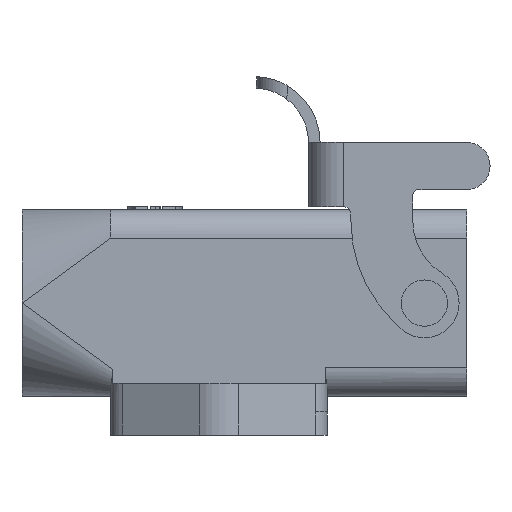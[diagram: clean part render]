
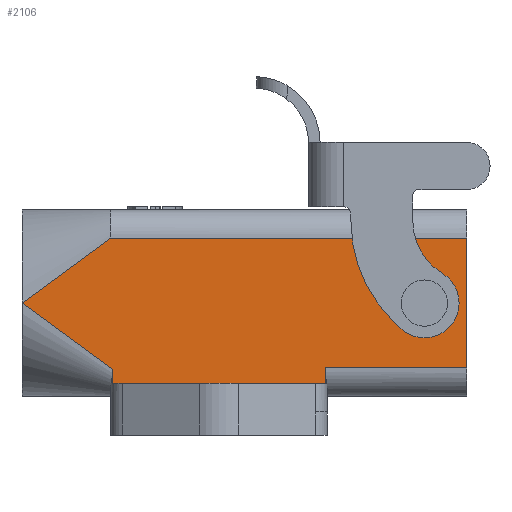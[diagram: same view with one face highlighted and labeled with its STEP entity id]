
A CAD part, left-side view. The second image highlights one B-rep face of the part: STEP entity #2106.
In plain terms, the highlighted planar face has unit normal (-1, 0, 0).
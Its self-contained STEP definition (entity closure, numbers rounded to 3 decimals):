
#728=FACE_BOUND('',#2547,.T.);
#729=FACE_BOUND('',#2548,.T.);
#862=CIRCLE('',#4997,2.4);
#1080=PLANE('',#5165);
#1390=LINE('',#7176,#1794);
#1451=LINE('',#7517,#1855);
#1454=LINE('',#7531,#1858);
#1459=LINE('',#7593,#1863);
#1475=LINE('',#7689,#1879);
#1476=LINE('',#7694,#1880);
#1480=LINE('',#7703,#1884);
#1481=LINE('',#7705,#1885);
#1794=VECTOR('',#5920,1.);
#1855=VECTOR('',#6141,1.);
#1858=VECTOR('',#6148,1.);
#1863=VECTOR('',#6159,1.);
#1879=VECTOR('',#6201,1.);
#1880=VECTOR('',#6206,1.);
#1884=VECTOR('',#6218,1.);
#1885=VECTOR('',#6221,1.);
#2106=ADVANCED_FACE('',(#728,#729),#1080,.T.);
#2547=EDGE_LOOP('',(#3616));
#2548=EDGE_LOOP('',(#3617,#3618,#3619,#3620,#3621,#3622,#3623,#3624));
#3616=ORIENTED_EDGE('',*,*,#4451,.F.);
#3617=ORIENTED_EDGE('',*,*,#4695,.T.);
#3618=ORIENTED_EDGE('',*,*,#4649,.T.);
#3619=ORIENTED_EDGE('',*,*,#4654,.T.);
#3620=ORIENTED_EDGE('',*,*,#4534,.T.);
#3621=ORIENTED_EDGE('',*,*,#4696,.T.);
#3622=ORIENTED_EDGE('',*,*,#4664,.T.);
#3623=ORIENTED_EDGE('',*,*,#4688,.T.);
#3624=ORIENTED_EDGE('',*,*,#4690,.T.);
#3969=VERTEX_POINT('',#6966);
#4022=VERTEX_POINT('',#7177);
#4023=VERTEX_POINT('',#7178);
#4107=VERTEX_POINT('',#7516);
#4108=VERTEX_POINT('',#7518);
#4116=VERTEX_POINT('',#7584);
#4117=VERTEX_POINT('',#7594);
#4129=VERTEX_POINT('',#7688);
#4131=VERTEX_POINT('',#7693);
#4451=EDGE_CURVE('',#3969,#3969,#862,.T.);
#4534=EDGE_CURVE('',#4022,#4023,#1390,.T.);
#4649=EDGE_CURVE('',#4108,#4107,#1451,.T.);
#4654=EDGE_CURVE('',#4107,#4022,#1454,.T.);
#4664=EDGE_CURVE('',#4116,#4117,#1459,.T.);
#4688=EDGE_CURVE('',#4117,#4129,#1475,.T.);
#4690=EDGE_CURVE('',#4129,#4131,#1476,.T.);
#4695=EDGE_CURVE('',#4131,#4108,#1480,.T.);
#4696=EDGE_CURVE('',#4023,#4116,#1481,.T.);
#4997=AXIS2_PLACEMENT_3D('',#6965,#5747,#5748);
#5165=AXIS2_PLACEMENT_3D('',#7706,#6222,#6223);
#5747=DIRECTION('',(-1.,0.,0.));
#5748=DIRECTION('',(0.,0.,1.));
#5920=DIRECTION('',(0.,1.,0.));
#6141=DIRECTION('',(0.,-1.,0.));
#6148=DIRECTION('',(0.,0.,1.));
#6159=DIRECTION('',(0.,-0.808,-0.59));
#6201=DIRECTION('',(0.,0.,-1.));
#6206=DIRECTION('',(0.,-1.,0.));
#6218=DIRECTION('',(0.,0.,1.));
#6221=DIRECTION('',(0.,0.808,-0.59));
#6222=DIRECTION('',(-1.,0.,0.));
#6223=DIRECTION('',(0.,0.,-1.));
#6965=CARTESIAN_POINT('',(-12.1,5.5,0.));
#6966=CARTESIAN_POINT('',(-12.1,5.5,2.4));
#7176=CARTESIAN_POINT('',(-12.1,0.,8.4));
#7177=CARTESIAN_POINT('',(-12.1,0.,8.4));
#7178=CARTESIAN_POINT('',(-12.1,46.1,8.4));
#7516=CARTESIAN_POINT('',(-12.1,0.,-8.4));
#7517=CARTESIAN_POINT('',(-12.1,18.326,-8.4));
#7518=CARTESIAN_POINT('',(-12.1,18.326,-8.4));
#7531=CARTESIAN_POINT('',(-12.1,0.,-8.4));
#7584=CARTESIAN_POINT('',(-12.1,57.6,0.));
#7593=CARTESIAN_POINT('',(-12.1,57.6,0.));
#7594=CARTESIAN_POINT('',(-12.1,45.874,-8.565));
#7688=CARTESIAN_POINT('',(-12.1,45.874,-10.4));
#7689=CARTESIAN_POINT('',(-12.1,45.874,-8.565));
#7693=CARTESIAN_POINT('',(-12.1,18.326,-10.4));
#7694=CARTESIAN_POINT('',(-12.1,45.874,-10.4));
#7703=CARTESIAN_POINT('',(-12.1,18.326,-10.4));
#7705=CARTESIAN_POINT('',(-12.1,46.1,8.4));
#7706=CARTESIAN_POINT('',(-12.1,57.83,8.7));
